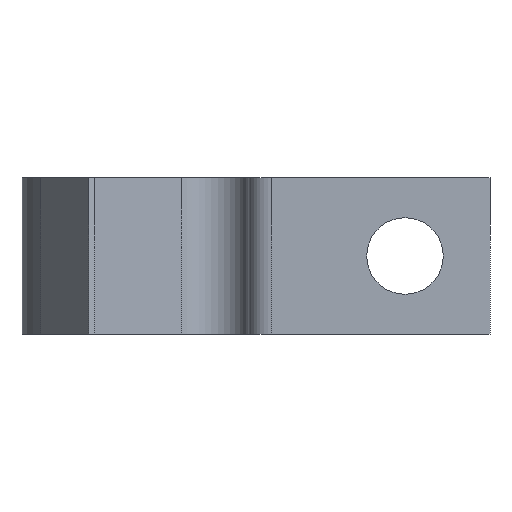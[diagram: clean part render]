
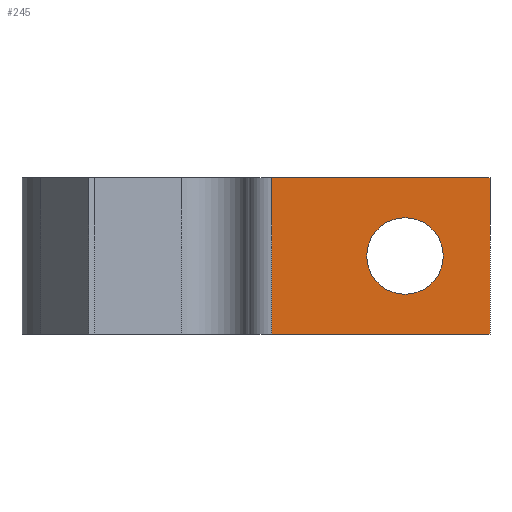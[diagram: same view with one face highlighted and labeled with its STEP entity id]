
A CAD part, front view. The second image highlights one B-rep face of the part: STEP entity #245.
In plain terms, the highlighted planar face has unit normal (0, -1, 0).
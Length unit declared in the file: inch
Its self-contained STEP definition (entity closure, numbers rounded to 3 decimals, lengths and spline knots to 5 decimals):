
#73 = VERTEX_POINT ( 'NONE', #453 ) ;
#80 = VERTEX_POINT ( 'NONE', #476 ) ;
#98 = EDGE_CURVE ( 'NONE', #160, #99, #495, .T. ) ;
#99 = VERTEX_POINT ( 'NONE', #491 ) ;
#119 = VERTEX_POINT ( 'NONE', #545 ) ;
#160 = VERTEX_POINT ( 'NONE', #923 ) ;
#164 = EDGE_CURVE ( 'NONE', #80, #119, #620, .T. ) ;
#245 = ADVANCED_FACE ( 'NONE', ( #752, #762 ), #761, .T. ) ;
#249 = EDGE_CURVE ( 'NONE', #99, #73, #748, .T. ) ;
#280 = ORIENTED_EDGE ( 'NONE', *, *, #249, .T. ) ;
#285 = EDGE_LOOP ( 'NONE', ( #286, #308, #310, #280 ) ) ;
#286 = ORIENTED_EDGE ( 'NONE', *, *, #287, .F. ) ;
#287 = EDGE_CURVE ( 'NONE', #307, #73, #841, .T. ) ;
#302 = ORIENTED_EDGE ( 'NONE', *, *, #164, .T. ) ;
#307 = VERTEX_POINT ( 'NONE', #818 ) ;
#308 = ORIENTED_EDGE ( 'NONE', *, *, #309, .F. ) ;
#309 = EDGE_CURVE ( 'NONE', #160, #307, #817, .T. ) ;
#310 = ORIENTED_EDGE ( 'NONE', *, *, #98, .T. ) ;
#328 = EDGE_LOOP ( 'NONE', ( #329, #302 ) ) ;
#329 = ORIENTED_EDGE ( 'NONE', *, *, #330, .T. ) ;
#330 = EDGE_CURVE ( 'NONE', #119, #80, #884, .T. ) ;
#453 = CARTESIAN_POINT ( 'NONE',  ( 0.02, -0.01, -0.1 ) ) ;
#476 = CARTESIAN_POINT ( 'NONE',  ( 0.191, -0.01, -0.049 ) ) ;
#491 = CARTESIAN_POINT ( 'NONE',  ( 0.02, -0.01, 0.1 ) ) ;
#492 = DIRECTION ( 'NONE',  ( -1., 0., 0. ) ) ;
#493 = VECTOR ( 'NONE', #492, 39.37008 ) ;
#494 = CARTESIAN_POINT ( 'NONE',  ( 0.02, -0.01, 0.1 ) ) ;
#495 = LINE ( 'NONE', #494, #493 ) ;
#545 = CARTESIAN_POINT ( 'NONE',  ( 0.191, -0.01, 0.049 ) ) ;
#600 = DIRECTION ( 'NONE',  ( 0., 0., 1. ) ) ;
#601 = DIRECTION ( 'NONE',  ( 0., 1., 0. ) ) ;
#618 = AXIS2_PLACEMENT_3D ( 'NONE', #619, #601, #600 ) ;
#619 = CARTESIAN_POINT ( 'NONE',  ( 0.191, -0.01, 0. ) ) ;
#620 = CIRCLE ( 'NONE', #618, 0.049 ) ;
#675 = VECTOR ( 'NONE', #676, 39.37008 ) ;
#676 = DIRECTION ( 'NONE',  ( 0., 0., -1. ) ) ;
#747 = CARTESIAN_POINT ( 'NONE',  ( 0.02, -0.01, 0.1 ) ) ;
#748 = LINE ( 'NONE', #747, #675 ) ;
#749 = DIRECTION ( 'NONE',  ( 0., 0., -1. ) ) ;
#750 = DIRECTION ( 'NONE',  ( 0., -1., 0. ) ) ;
#751 = CARTESIAN_POINT ( 'NONE',  ( 0.02, -0.01, 0.1 ) ) ;
#752 = FACE_BOUND ( 'NONE', #328, .T. ) ;
#760 = AXIS2_PLACEMENT_3D ( 'NONE', #751, #750, #749 ) ;
#761 = PLANE ( 'NONE',  #760 ) ;
#762 = FACE_OUTER_BOUND ( 'NONE', #285, .T. ) ;
#814 = DIRECTION ( 'NONE',  ( 0., 0., -1. ) ) ;
#815 = VECTOR ( 'NONE', #814, 39.37008 ) ;
#816 = CARTESIAN_POINT ( 'NONE',  ( 0.3, -0.01, 0.1 ) ) ;
#817 = LINE ( 'NONE', #816, #815 ) ;
#818 = CARTESIAN_POINT ( 'NONE',  ( 0.3, -0.01, -0.1 ) ) ;
#841 = LINE ( 'NONE', #894, #893 ) ;
#881 = DIRECTION ( 'NONE',  ( 0., 0., 1. ) ) ;
#882 = DIRECTION ( 'NONE',  ( 0., 1., 0. ) ) ;
#883 = AXIS2_PLACEMENT_3D ( 'NONE', #888, #882, #881 ) ;
#884 = CIRCLE ( 'NONE', #883, 0.049 ) ;
#888 = CARTESIAN_POINT ( 'NONE',  ( 0.191, -0.01, 0. ) ) ;
#892 = DIRECTION ( 'NONE',  ( -1., 0., 0. ) ) ;
#893 = VECTOR ( 'NONE', #892, 39.37008 ) ;
#894 = CARTESIAN_POINT ( 'NONE',  ( 0.02, -0.01, -0.1 ) ) ;
#923 = CARTESIAN_POINT ( 'NONE',  ( 0.3, -0.01, 0.1 ) ) ;
